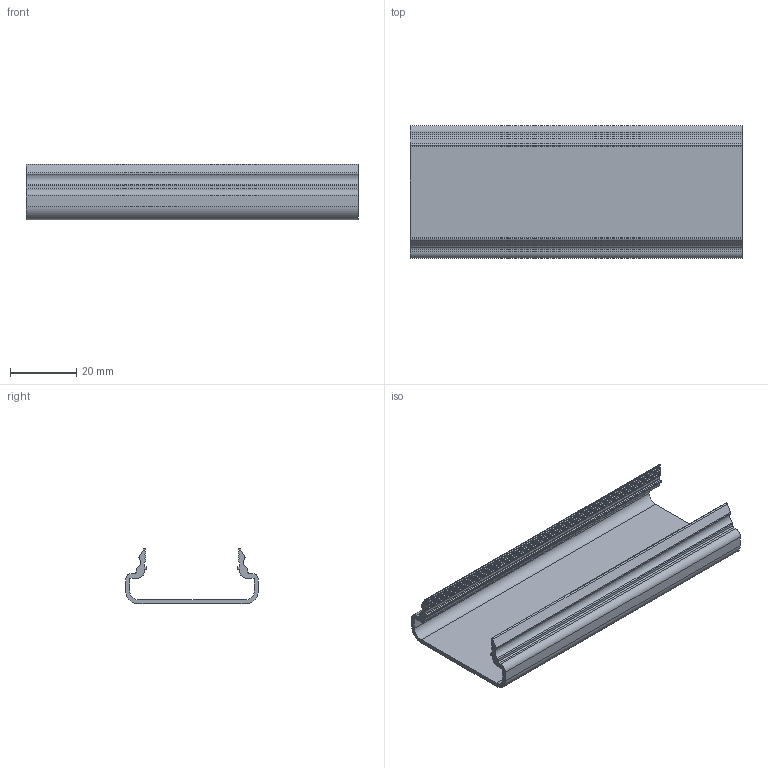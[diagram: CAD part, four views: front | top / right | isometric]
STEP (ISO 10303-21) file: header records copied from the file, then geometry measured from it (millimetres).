
FILE_DESCRIPTION(('STEP AP203'),'1');
FILE_NAME('SAFE00E1596.stp','2023-10-09T07:30:29',(' '),(' '),'Spatial InterOp 3D',' ',' ');
FILE_SCHEMA(('CONFIG_CONTROL_DESIGN'));
Length unit declared in the file: millimetre
Products named in the file (1): Goulotte U 40x20 E
Bounding box: 100 x 40 x 16.8 mm (x, y, z)
Volume: 9848.9 mm3; surface area: 15738.5 mm2
Topology: 1 solids, 1 shells, 120 faces, 354 edges, 236 vertices
Faces by surface type: cylinder 61, plane 59
Entity records: 4168 total; most frequent: DIRECTION 718, CARTESIAN_POINT 711, ORIENTED_EDGE 708, EDGE_CURVE 354, AXIS2_PLACEMENT_3D 243, VERTEX_POINT 236, LINE 232, VECTOR 232
